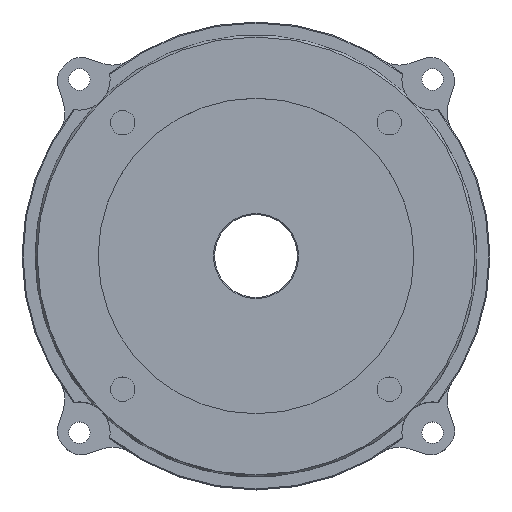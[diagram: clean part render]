
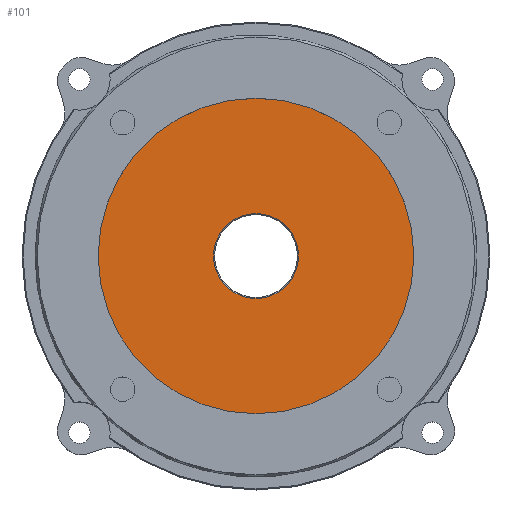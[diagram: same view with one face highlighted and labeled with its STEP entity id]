
A CAD part, top view. The second image highlights one B-rep face of the part: STEP entity #101.
In plain terms, the highlighted face is planar.
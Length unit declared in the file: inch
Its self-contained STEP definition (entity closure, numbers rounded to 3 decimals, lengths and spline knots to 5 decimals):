
#45 = DIRECTION ( 'NONE',  ( -1., 0., 0. ) ) ;
#101 = ADVANCED_FACE ( 'NONE', ( #8578, #1625 ), #18648, .T. ) ;
#230 = CARTESIAN_POINT ( 'NONE',  ( 1.54507, 0., 0.81682 ) ) ;
#258 = DIRECTION ( 'NONE',  ( 0., 0., 1. ) ) ;
#1484 = CIRCLE ( 'NONE', #9268, 0.81682 ) ;
#1625 = FACE_OUTER_BOUND ( 'NONE', #3629, .T. ) ;
#1984 = CARTESIAN_POINT ( 'NONE',  ( 1.54507, 0., 0. ) ) ;
#2025 = EDGE_CURVE ( 'NONE', #15672, #9466, #1484, .T. ) ;
#2171 = CARTESIAN_POINT ( 'NONE',  ( 1.54507, 0., 0. ) ) ;
#2315 = CIRCLE ( 'NONE', #5043, 3.03513 ) ;
#2337 = EDGE_CURVE ( 'NONE', #9688, #17262, #12772, .T. ) ;
#3603 = DIRECTION ( 'NONE',  ( 1., 0., 0. ) ) ;
#3629 = EDGE_LOOP ( 'NONE', ( #3984, #16653 ) ) ;
#3769 = EDGE_CURVE ( 'NONE', #9466, #15672, #19442, .T. ) ;
#3984 = ORIENTED_EDGE ( 'NONE', *, *, #14653, .T. ) ;
#4261 = CARTESIAN_POINT ( 'NONE',  ( 1.54507, 0., 3.03513 ) ) ;
#4653 = DIRECTION ( 'NONE',  ( 0., 0., -1. ) ) ;
#5043 = AXIS2_PLACEMENT_3D ( 'NONE', #1984, #3603, #258 ) ;
#5091 = DIRECTION ( 'NONE',  ( 1., 0., 0. ) ) ;
#5398 = DIRECTION ( 'NONE',  ( 0., 0., -1. ) ) ;
#6808 = DIRECTION ( 'NONE',  ( -1., 0., 0. ) ) ;
#7372 = CARTESIAN_POINT ( 'NONE',  ( 1.54507, 0., -0.81682 ) ) ;
#7758 = CARTESIAN_POINT ( 'NONE',  ( 1.54507, 0., 0. ) ) ;
#7985 = CARTESIAN_POINT ( 'NONE',  ( 1.54507, 0., 0. ) ) ;
#8333 = EDGE_LOOP ( 'NONE', ( #9381, #19637 ) ) ;
#8578 = FACE_BOUND ( 'NONE', #8333, .T. ) ;
#9268 = AXIS2_PLACEMENT_3D ( 'NONE', #2171, #6808, #5398 ) ;
#9381 = ORIENTED_EDGE ( 'NONE', *, *, #2025, .T. ) ;
#9466 = VERTEX_POINT ( 'NONE', #230 ) ;
#9611 = DIRECTION ( 'NONE',  ( 0., 0., 1. ) ) ;
#9688 = VERTEX_POINT ( 'NONE', #11286 ) ;
#9849 = AXIS2_PLACEMENT_3D ( 'NONE', #7758, #10934, #14020 ) ;
#10934 = DIRECTION ( 'NONE',  ( 1., 0., 0. ) ) ;
#11286 = CARTESIAN_POINT ( 'NONE',  ( 1.54507, 0., -3.03513 ) ) ;
#11738 = AXIS2_PLACEMENT_3D ( 'NONE', #7985, #5091, #9611 ) ;
#12772 = CIRCLE ( 'NONE', #11738, 3.03513 ) ;
#14020 = DIRECTION ( 'NONE',  ( 0., 0., -1. ) ) ;
#14653 = EDGE_CURVE ( 'NONE', #17262, #9688, #2315, .T. ) ;
#15495 = CARTESIAN_POINT ( 'NONE',  ( 1.54507, 0., 0. ) ) ;
#15672 = VERTEX_POINT ( 'NONE', #7372 ) ;
#16653 = ORIENTED_EDGE ( 'NONE', *, *, #2337, .T. ) ;
#17027 = AXIS2_PLACEMENT_3D ( 'NONE', #15495, #45, #4653 ) ;
#17262 = VERTEX_POINT ( 'NONE', #4261 ) ;
#18648 = PLANE ( 'NONE',  #9849 ) ;
#19442 = CIRCLE ( 'NONE', #17027, 0.81682 ) ;
#19637 = ORIENTED_EDGE ( 'NONE', *, *, #3769, .T. ) ;
